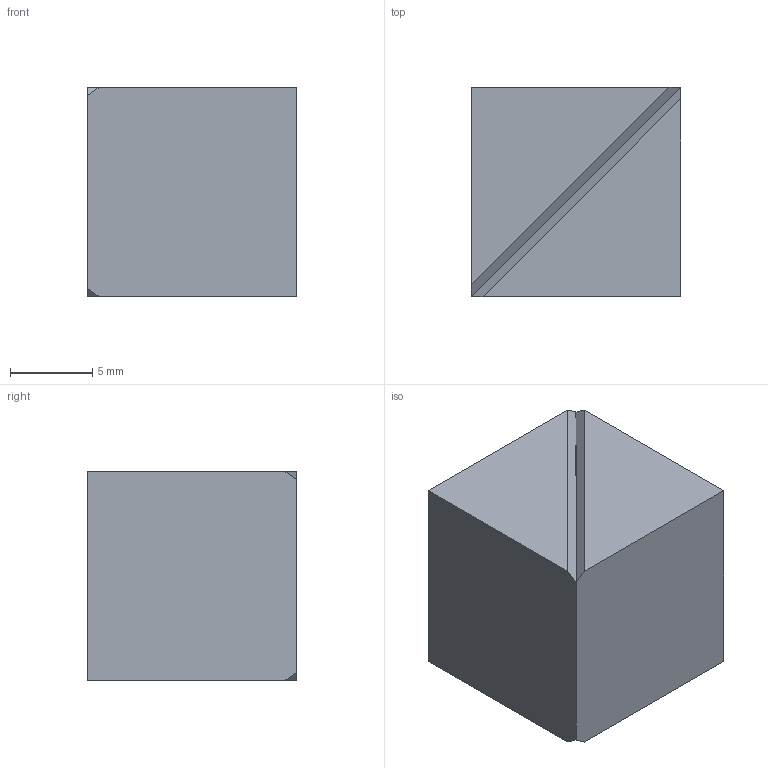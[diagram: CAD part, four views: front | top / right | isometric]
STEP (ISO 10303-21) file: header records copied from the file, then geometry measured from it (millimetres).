
FILE_DESCRIPTION (( 'STEP AP214' ), '1' );
FILE_NAME ('CleaningCubeAssembly.STEP', '2024-09-10T10:45:24', ( '' ), ( '' ), 'SwSTEP 2.0', 'SolidWorks 2016', '' );
FILE_SCHEMA (( 'AUTOMOTIVE_DESIGN' ));
Length unit declared in the file: millimetre
Products named in the file (2): CleaningCubeAssembly; PBSCube_Cleaning
Assembly tree (2 placements, depth 2):
  CleaningCubeAssembly
    PBSCube_Cleaning  x2
Bounding box: 12.7 x 12.7 x 12.7 mm (x, y, z)
Volume: 2039.6 mm3; surface area: 1401.1 mm2
Topology: 2 solids, 2 shells, 14 faces, 30 edges, 20 vertices
Faces by surface type: plane 14
Entity records: 285 total; most frequent: DIRECTION 39, CARTESIAN_POINT 37, ORIENTED_EDGE 30, VECTOR 15, EDGE_CURVE 15, LINE 15, AXIS2_PLACEMENT_3D 12, VERTEX_POINT 10
